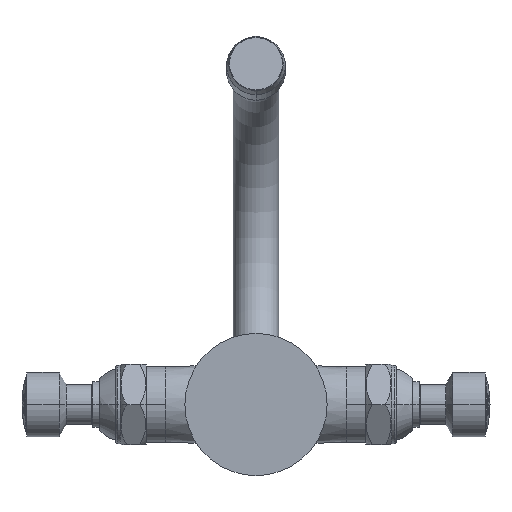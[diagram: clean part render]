
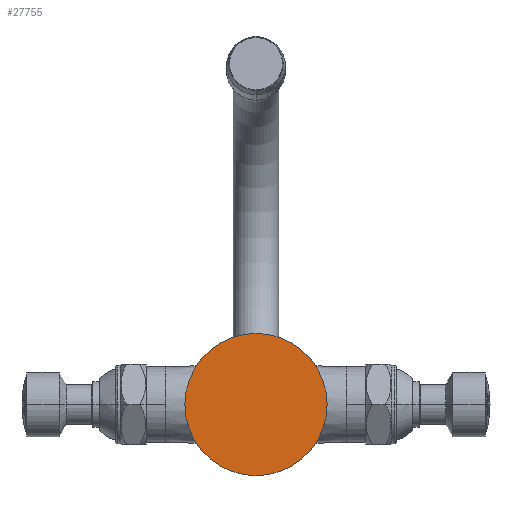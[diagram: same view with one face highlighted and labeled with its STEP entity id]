
A CAD part, front view. The second image highlights one B-rep face of the part: STEP entity #27755.
In plain terms, the highlighted planar face has unit normal (0, -1, 0).
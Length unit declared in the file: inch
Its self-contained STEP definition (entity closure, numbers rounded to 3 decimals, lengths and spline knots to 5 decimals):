
#160=CARTESIAN_POINT('',(0.,0.,0.));
#161=DIRECTION('',(0.,1.,0.));
#162=DIRECTION('',(0.,0.,-1.));
#163=AXIS2_PLACEMENT_3D('',#160,#161,#162);
#169=CARTESIAN_POINT('',(0.,0.,0.));
#170=DIRECTION('',(0.,-1.,0.));
#171=DIRECTION('',(0.,0.,-1.));
#172=AXIS2_PLACEMENT_3D('',#169,#170,#171);
#25310=CARTESIAN_POINT('',(0.,0.,1.1));
#25312=VERTEX_POINT('',#25310);
#25314=CARTESIAN_POINT('',(0.,0.,-1.1));
#25316=VERTEX_POINT('',#25314);
#27744=CARTESIAN_POINT('',(0.,0.,0.));
#27745=DIRECTION('',(0.,-1.,0.));
#27746=DIRECTION('',(1.,0.,0.));
#27747=AXIS2_PLACEMENT_3D('',#27744,#27745,#27746);
#27748=PLANE('',#27747);
#27750=ORIENTED_EDGE('',*,*,#27749,.T.);
#27752=ORIENTED_EDGE('',*,*,#27751,.F.);
#27753=EDGE_LOOP('',(#27750,#27752));
#27754=FACE_OUTER_BOUND('',#27753,.F.);
#164=CIRCLE('',#163,1.1);
#173=CIRCLE('',#172,1.1);
#27749=EDGE_CURVE('',#25316,#25312,#164,.T.);
#27751=EDGE_CURVE('',#25316,#25312,#173,.T.);
#27755=ADVANCED_FACE('',(#27754),#27748,.T.);
